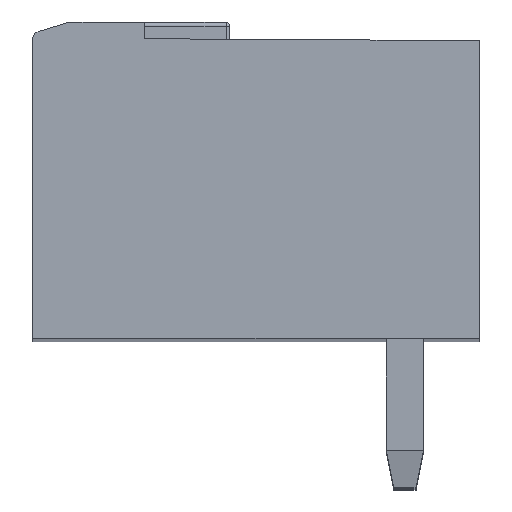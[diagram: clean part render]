
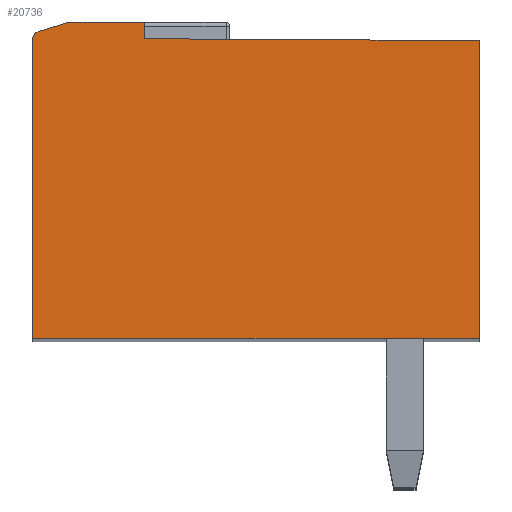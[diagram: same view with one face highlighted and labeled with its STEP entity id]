
A CAD part, top view. The second image highlights one B-rep face of the part: STEP entity #20736.
In plain terms, the highlighted planar face has unit normal (0, 0, 1).
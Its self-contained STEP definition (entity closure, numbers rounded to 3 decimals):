
#144 = ORIENTED_EDGE ( 'NONE', *, *, #9756, .F. ) ;
#913 = CARTESIAN_POINT ( 'NONE',  ( 11.9, 8.05, 43.18 ) ) ;
#1241 = LINE ( 'NONE', #6114, #15649 ) ;
#1576 = AXIS2_PLACEMENT_3D ( 'NONE', #16236, #17811, #17611 ) ;
#1615 = ORIENTED_EDGE ( 'NONE', *, *, #5891, .F. ) ;
#1624 = EDGE_CURVE ( 'NONE', #14439, #13672, #13728, .T. ) ;
#1639 = LINE ( 'NONE', #20945, #14546 ) ;
#2255 = FACE_OUTER_BOUND ( 'NONE', #5821, .T. ) ;
#2395 = DIRECTION ( 'NONE',  ( 0.958, 0.287, 0. ) ) ;
#3116 = VECTOR ( 'NONE', #2395, 1000. ) ;
#3263 = EDGE_CURVE ( 'NONE', #13672, #4612, #10906, .T. ) ;
#3355 = VECTOR ( 'NONE', #16714, 1000. ) ;
#3635 = DIRECTION ( 'NONE',  ( -1., 0., 0. ) ) ;
#3682 = CARTESIAN_POINT ( 'NONE',  ( 8.9, 8.2, 43.18 ) ) ;
#3878 = CARTESIAN_POINT ( 'NONE',  ( 20.9, 8., 43.18 ) ) ;
#3948 = PLANE ( 'NONE',  #12540 ) ;
#4612 = VERTEX_POINT ( 'NONE', #3878 ) ;
#5371 = LINE ( 'NONE', #3682, #3116 ) ;
#5498 = DIRECTION ( 'NONE',  ( 0., 1., 0. ) ) ;
#5821 = EDGE_LOOP ( 'NONE', ( #13314, #20664, #144, #11490, #9625, #16376, #1615, #16293 ) ) ;
#5891 = EDGE_CURVE ( 'NONE', #10336, #16849, #1241, .T. ) ;
#6114 = CARTESIAN_POINT ( 'NONE',  ( 8.9, 0., 43.18 ) ) ;
#7818 = EDGE_CURVE ( 'NONE', #16849, #15659, #15443, .T. ) ;
#8441 = CARTESIAN_POINT ( 'NONE',  ( 11.9, 8.5, 43.18 ) ) ;
#9043 = CARTESIAN_POINT ( 'NONE',  ( 9.043, 8.243, 43.18 ) ) ;
#9625 = ORIENTED_EDGE ( 'NONE', *, *, #17777, .T. ) ;
#9756 = EDGE_CURVE ( 'NONE', #12930, #14439, #10441, .T. ) ;
#10336 = VERTEX_POINT ( 'NONE', #17472 ) ;
#10414 = CARTESIAN_POINT ( 'NONE',  ( 9.1, 8.036, 43.18 ) ) ;
#10441 = LINE ( 'NONE', #13717, #3355 ) ;
#10906 = LINE ( 'NONE', #18974, #19566 ) ;
#11330 = CARTESIAN_POINT ( 'NONE',  ( 8.9, 8.051, 43.18 ) ) ;
#11490 = ORIENTED_EDGE ( 'NONE', *, *, #12661, .F. ) ;
#12540 = AXIS2_PLACEMENT_3D ( 'NONE', #10414, #16890, #3635 ) ;
#12661 = EDGE_CURVE ( 'NONE', #20819, #12930, #5371, .T. ) ;
#12930 = VERTEX_POINT ( 'NONE', #13811 ) ;
#13286 = CARTESIAN_POINT ( 'NONE',  ( 8.9, 0., 43.18 ) ) ;
#13314 = ORIENTED_EDGE ( 'NONE', *, *, #3263, .F. ) ;
#13672 = VERTEX_POINT ( 'NONE', #15088 ) ;
#13717 = CARTESIAN_POINT ( 'NONE',  ( 9.1, 8.5, 43.18 ) ) ;
#13728 = LINE ( 'NONE', #913, #16474 ) ;
#13735 = CIRCLE ( 'NONE', #1576, 0.2 ) ;
#13811 = CARTESIAN_POINT ( 'NONE',  ( 9.9, 8.5, 43.18 ) ) ;
#14439 = VERTEX_POINT ( 'NONE', #8441 ) ;
#14546 = VECTOR ( 'NONE', #17533, 1000. ) ;
#15088 = CARTESIAN_POINT ( 'NONE',  ( 11.9, 8.05, 43.18 ) ) ;
#15443 = LINE ( 'NONE', #20347, #18162 ) ;
#15649 = VECTOR ( 'NONE', #18724, 1000. ) ;
#15659 = VERTEX_POINT ( 'NONE', #11330 ) ;
#16236 = CARTESIAN_POINT ( 'NONE',  ( 9.1, 8.051, 43.18 ) ) ;
#16293 = ORIENTED_EDGE ( 'NONE', *, *, #20226, .F. ) ;
#16376 = ORIENTED_EDGE ( 'NONE', *, *, #7818, .F. ) ;
#16474 = VECTOR ( 'NONE', #17339, 1000. ) ;
#16714 = DIRECTION ( 'NONE',  ( 1., 0., 0. ) ) ;
#16849 = VERTEX_POINT ( 'NONE', #13286 ) ;
#16890 = DIRECTION ( 'NONE',  ( 0., 0., 1. ) ) ;
#17339 = DIRECTION ( 'NONE',  ( 0., -1., 0. ) ) ;
#17376 = DIRECTION ( 'NONE',  ( 1., -0.006, 0. ) ) ;
#17472 = CARTESIAN_POINT ( 'NONE',  ( 20.9, 0., 43.18 ) ) ;
#17533 = DIRECTION ( 'NONE',  ( 0., -1., 0. ) ) ;
#17611 = DIRECTION ( 'NONE',  ( -1., 0., 0. ) ) ;
#17777 = EDGE_CURVE ( 'NONE', #20819, #15659, #13735, .T. ) ;
#17811 = DIRECTION ( 'NONE',  ( 0., 0., 1. ) ) ;
#18162 = VECTOR ( 'NONE', #5498, 1000. ) ;
#18724 = DIRECTION ( 'NONE',  ( -1., 0., 0. ) ) ;
#18974 = CARTESIAN_POINT ( 'NONE',  ( 11.9, 8.05, 43.18 ) ) ;
#19566 = VECTOR ( 'NONE', #17376, 1000. ) ;
#20226 = EDGE_CURVE ( 'NONE', #4612, #10336, #1639, .T. ) ;
#20347 = CARTESIAN_POINT ( 'NONE',  ( 8.9, 8.036, 43.18 ) ) ;
#20664 = ORIENTED_EDGE ( 'NONE', *, *, #1624, .F. ) ;
#20736 = ADVANCED_FACE ( 'NONE', ( #2255 ), #3948, .T. ) ;
#20819 = VERTEX_POINT ( 'NONE', #9043 ) ;
#20945 = CARTESIAN_POINT ( 'NONE',  ( 20.9, 8.036, 43.18 ) ) ;
